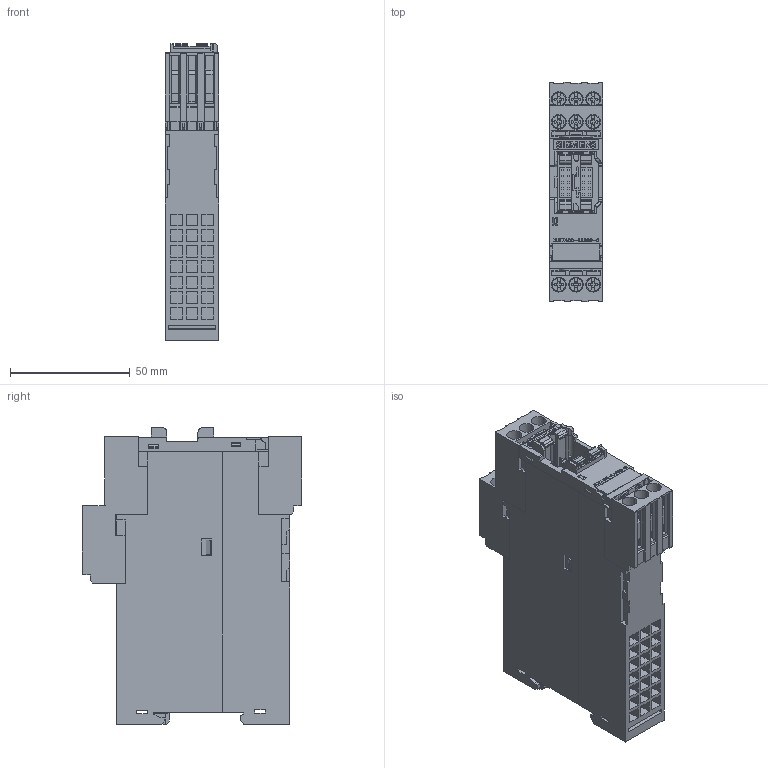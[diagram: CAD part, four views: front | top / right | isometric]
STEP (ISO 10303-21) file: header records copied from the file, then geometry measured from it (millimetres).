
FILE_DESCRIPTION(('STEP AP214'),'1');
FILE_NAME('cctmp_6E21ABD6-26CE-4E83-99B9-59E5B9C1015C_2023_07_21_15_02_24_0261..stp','2023-07-21T13:02:26',('SIEMENS A&D'),('CADClick - www.CADClick.com'),'Spatial InterOp 3D postprocessed',' ','unknown authorization');
FILE_SCHEMA(('AUTOMOTIVE_DESIGN'));
Length unit declared in the file: millimetre
Products named in the file (1): 2023_07_21_15_02_24_0183
Bounding box: 22.5 x 91.9 x 124 mm (x, y, z)
Volume: 172607.2 mm3; surface area: 58570.6 mm2
Topology: 1 solids, 2 shells, 2119 faces, 5996 edges, 3970 vertices
Faces by surface type: plane 1821, cylinder 236, cone 54, torus 8
Entity records: 74440 total; most frequent: CARTESIAN_POINT 12476, ORIENTED_EDGE 11976, DIRECTION 10810, EDGE_CURVE 5988, LINE 5234, VECTOR 5234, VERTEX_POINT 3970, AXIS2_PLACEMENT_3D 2788
